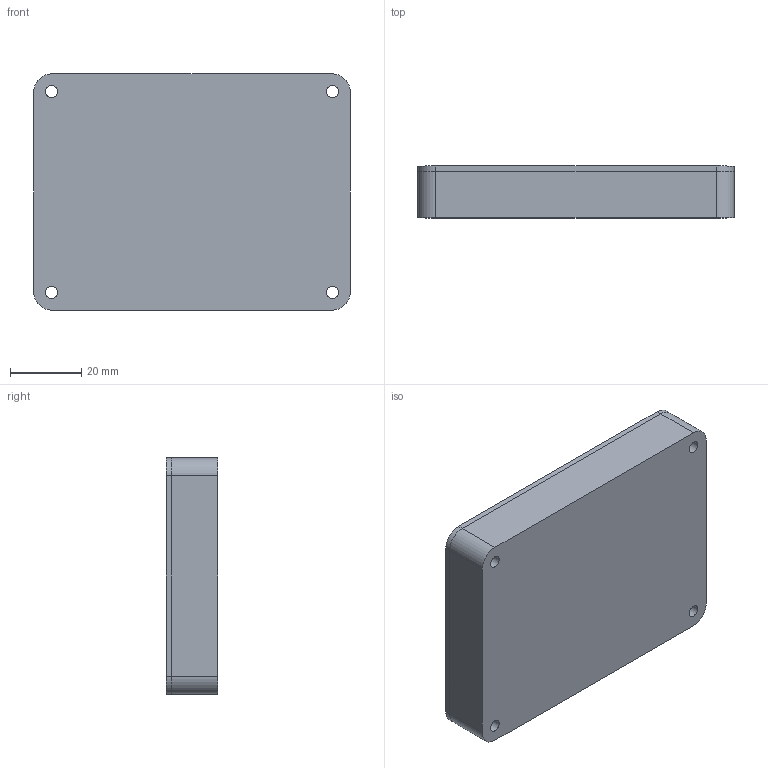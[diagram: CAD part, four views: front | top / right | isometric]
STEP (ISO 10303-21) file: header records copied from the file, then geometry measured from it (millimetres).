
FILE_DESCRIPTION(/* description */ (''),/* implementation_level */ '2;1');
FILE_NAME(/* name */ 'assembled_case.step',/* time_stamp */ '2025-12-04T23:15:46+01:00',/* author */ (''),/* organization */ (''),/* preprocessor_version */ 'ST-DEVELOPER v20.1',/* originating_system */ 'Autodesk Translation Framework v14.21.0.0',/* authorisation */ '');
FILE_SCHEMA (('AUTOMOTIVE_DESIGN { 1 0 10303 214 3 1 1 }'));
Length unit declared in the file: millimetre
Products named in the file (5): 2025-12-03-23-03-29-772; 2025-12-03-23-04-32-212; 2025-12-04-19-02-22-872; 2025-12-04-20-56-19-730; 2025-12-04-19-02-22-872_1
Assembly tree (4 placements, depth 3):
  2025-12-03-23-03-29-772
    2025-12-03-23-04-32-212
    2025-12-04-19-02-22-872
      2025-12-04-20-56-19-730
    2025-12-04-19-02-22-872_1
Bounding box: 88.9 x 14.5 x 66.4 mm (x, y, z)
Volume: 53634.2 mm3; surface area: 34961.7 mm2
Topology: 3 solids, 3 shells, 431 faces, 1191 edges, 794 vertices
Faces by surface type: bspline 197, plane 164, cylinder 70
Full cylindrical faces by diameter (mm): 0.889 x14, 1.5 x8, 1.7 x8, 3.4 x8, 4 x4, 6 x4
Entity records: 15883 total; most frequent: CARTESIAN_POINT 5774, ORIENTED_EDGE 2382, DIRECTION 1423, EDGE_CURVE 1191, VERTEX_POINT 794, LINE 657, VECTOR 657, EDGE_LOOP 551
